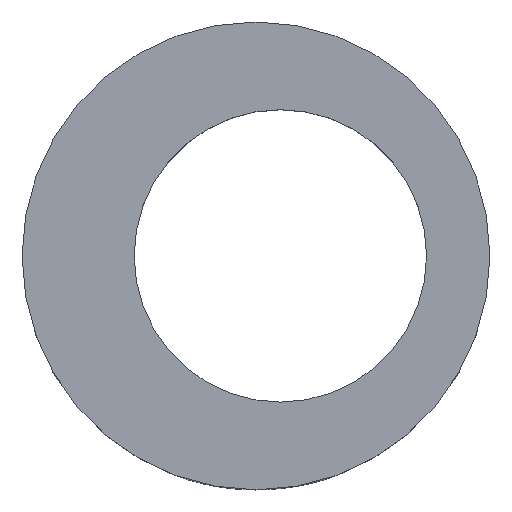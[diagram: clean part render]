
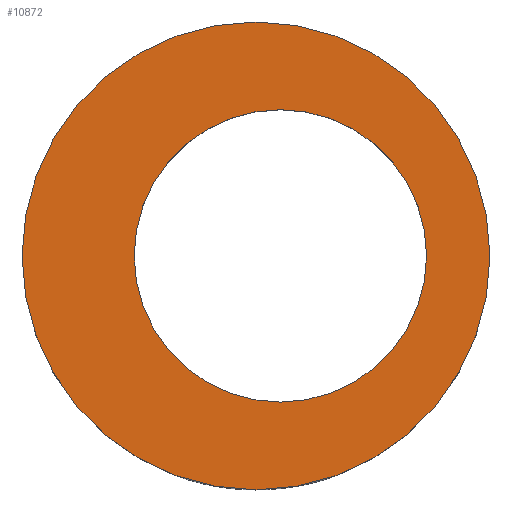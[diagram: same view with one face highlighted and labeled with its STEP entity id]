
A CAD part, top view. The second image highlights one B-rep face of the part: STEP entity #10872.
In plain terms, the highlighted planar face has unit normal (0, 0, 1).
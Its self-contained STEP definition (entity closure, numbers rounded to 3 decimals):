
#870 = ORIENTED_EDGE ( 'NONE', *, *, #2619, .F. ) ;
#885 = CARTESIAN_POINT ( 'NONE',  ( 0., 0., 120. ) ) ;
#1343 = AXIS2_PLACEMENT_3D ( 'NONE', #885, #5379, #11508 ) ;
#1361 = FACE_OUTER_BOUND ( 'NONE', #8527, .T. ) ;
#1949 = CARTESIAN_POINT ( 'NONE',  ( 50., 0., 120. ) ) ;
#1955 = ORIENTED_EDGE ( 'NONE', *, *, #16002, .T. ) ;
#1992 = CIRCLE ( 'NONE', #1343, 480. ) ;
#2619 = EDGE_CURVE ( 'NONE', #11804, #10604, #11772, .T. ) ;
#2961 = AXIS2_PLACEMENT_3D ( 'NONE', #1949, #4901, #8065 ) ;
#3024 = DIRECTION ( 'NONE',  ( 0., 0., 1. ) ) ;
#3211 = DIRECTION ( 'NONE',  ( 1., 0., 0. ) ) ;
#3805 = DIRECTION ( 'NONE',  ( 1., 0., 0. ) ) ;
#3948 = CARTESIAN_POINT ( 'NONE',  ( -250., 0., 120. ) ) ;
#4546 = DIRECTION ( 'NONE',  ( 1., 0., 0. ) ) ;
#4606 = AXIS2_PLACEMENT_3D ( 'NONE', #9224, #6153, #3805 ) ;
#4901 = DIRECTION ( 'NONE',  ( 0., 0., 1. ) ) ;
#5379 = DIRECTION ( 'NONE',  ( 0., 0., 1. ) ) ;
#5762 = EDGE_CURVE ( 'NONE', #16122, #12668, #1992, .T. ) ;
#6153 = DIRECTION ( 'NONE',  ( 0., 0., 1. ) ) ;
#8065 = DIRECTION ( 'NONE',  ( 1., 0., 0. ) ) ;
#8527 = EDGE_LOOP ( 'NONE', ( #15442, #1955 ) ) ;
#8846 = CIRCLE ( 'NONE', #16682, 480. ) ;
#9224 = CARTESIAN_POINT ( 'NONE',  ( 0., 0., 120. ) ) ;
#10604 = VERTEX_POINT ( 'NONE', #13611 ) ;
#10872 = ADVANCED_FACE ( 'NONE', ( #16883, #1361 ), #12285, .T. ) ;
#11508 = DIRECTION ( 'NONE',  ( 1., 0., 0. ) ) ;
#11772 = CIRCLE ( 'NONE', #2961, 300. ) ;
#11804 = VERTEX_POINT ( 'NONE', #3948 ) ;
#11974 = CARTESIAN_POINT ( 'NONE',  ( -480., 0., 120. ) ) ;
#12285 = PLANE ( 'NONE',  #4606 ) ;
#12668 = VERTEX_POINT ( 'NONE', #17007 ) ;
#12792 = DIRECTION ( 'NONE',  ( 0., 0., 1. ) ) ;
#13353 = ORIENTED_EDGE ( 'NONE', *, *, #14544, .F. ) ;
#13611 = CARTESIAN_POINT ( 'NONE',  ( 350., 0., 120. ) ) ;
#14061 = CIRCLE ( 'NONE', #18972, 300. ) ;
#14544 = EDGE_CURVE ( 'NONE', #10604, #11804, #14061, .T. ) ;
#15442 = ORIENTED_EDGE ( 'NONE', *, *, #5762, .T. ) ;
#16002 = EDGE_CURVE ( 'NONE', #12668, #16122, #8846, .T. ) ;
#16122 = VERTEX_POINT ( 'NONE', #11974 ) ;
#16682 = AXIS2_PLACEMENT_3D ( 'NONE', #17304, #12792, #3211 ) ;
#16883 = FACE_BOUND ( 'NONE', #19009, .T. ) ;
#17007 = CARTESIAN_POINT ( 'NONE',  ( 480., 0., 120. ) ) ;
#17304 = CARTESIAN_POINT ( 'NONE',  ( 0., 0., 120. ) ) ;
#18972 = AXIS2_PLACEMENT_3D ( 'NONE', #19577, #3024, #4546 ) ;
#19009 = EDGE_LOOP ( 'NONE', ( #13353, #870 ) ) ;
#19577 = CARTESIAN_POINT ( 'NONE',  ( 50., 0., 120. ) ) ;
